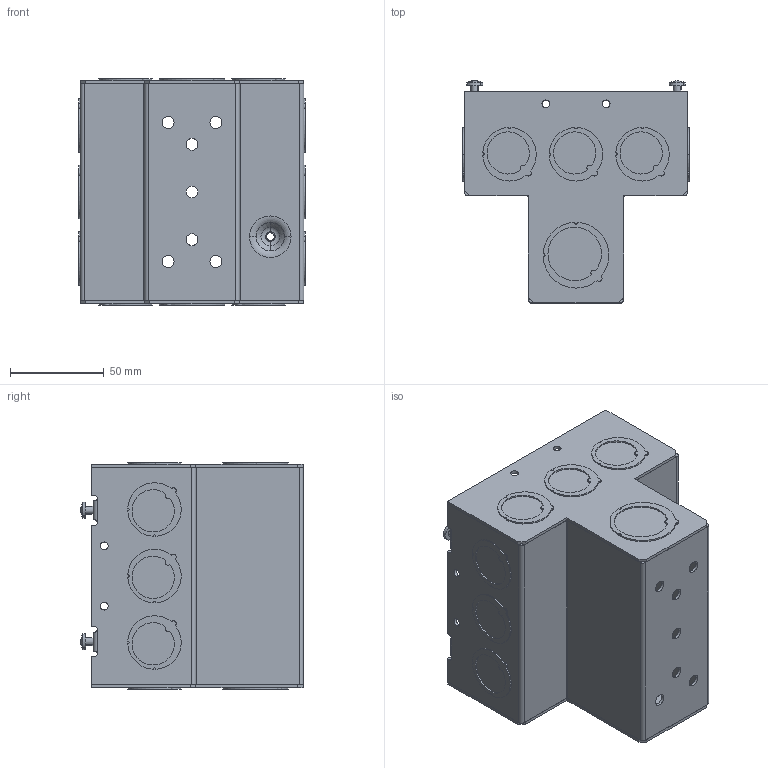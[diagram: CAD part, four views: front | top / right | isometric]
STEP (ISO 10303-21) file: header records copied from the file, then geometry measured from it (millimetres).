
FILE_DESCRIPTION (( 'STEP AP203' ), '1' );
FILE_NAME ('WTBOX257.STEP', '2024-06-20T03:43:20', ( '' ), ( '' ), 'SwSTEP 2.0', 'SolidWorks 2021', '' );
FILE_SCHEMA (( 'CONFIG_CONTROL_DESIGN' ));
Length unit declared in the file: millimetre
Products named in the file (4): binding head screw_ai_CR-BHMS 0.164-32x0.5x0.5-C; WTBOX257; 257-0002; 257-0003
Assembly tree (5 placements, depth 2):
  WTBOX257
    257-0002
    257-0003  x2
    binding head screw_ai_CR-BHMS 0.164-32x0.5x0.5-C  x2
Bounding box: 120.7 x 118.36 x 120.7 mm (x, y, z)
Volume: 93468.7 mm3; surface area: 125784.7 mm2
Topology: 17 solids, 17 shells, 648 faces, 1642 edges, 1064 vertices
Faces by surface type: cylinder 434, plane 194, torus 8, cone 8, sphere 4
Entity records: 15906 total; most frequent: DIRECTION 2968, CARTESIAN_POINT 2697, ORIENTED_EDGE 2520, EDGE_CURVE 1260, AXIS2_PLACEMENT_3D 1211, VERTEX_POINT 812, CIRCLE 706, EDGE_LOOP 576
